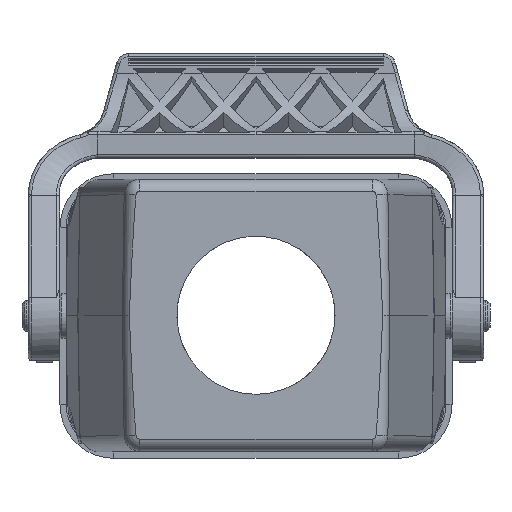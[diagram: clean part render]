
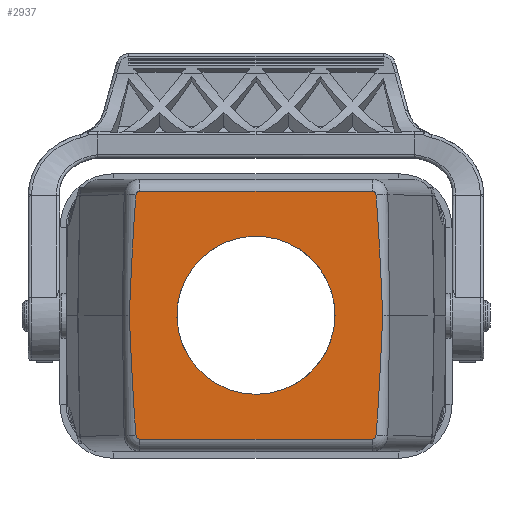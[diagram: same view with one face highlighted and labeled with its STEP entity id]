
A CAD part, top view. The second image highlights one B-rep face of the part: STEP entity #2937.
In plain terms, the highlighted planar face has unit normal (0, 0, 1).
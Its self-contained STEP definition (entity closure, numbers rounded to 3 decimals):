
#1519=ELLIPSE('',#14194,143.262,2.5);
#1520=ELLIPSE('',#14199,143.262,2.5);
#1521=ELLIPSE('',#14209,143.262,2.5);
#1523=ELLIPSE('',#14214,143.262,2.5);
#2937=ADVANCED_FACE('',(#3693,#3694),#3419,.T.);
#3419=PLANE('',#14849);
#3693=FACE_BOUND('',#4217,.T.);
#3694=FACE_BOUND('',#4218,.T.);
#4217=EDGE_LOOP('',(#7015));
#4218=EDGE_LOOP('',(#7016,#7017,#7018,#7019,#7020,#7021,#7022,#7023,#7024,
#7025));
#4595=CIRCLE('',#14181,12.5);
#4598=CIRCLE('',#14189,0.579);
#4603=CIRCLE('',#14201,0.579);
#4607=CIRCLE('',#14206,0.579);
#4611=CIRCLE('',#14217,0.579);
#7015=ORIENTED_EDGE('',*,*,#9832,.T.);
#7016=ORIENTED_EDGE('',*,*,#9863,.F.);
#7017=ORIENTED_EDGE('',*,*,#9868,.F.);
#7018=ORIENTED_EDGE('',*,*,#9874,.F.);
#7019=ORIENTED_EDGE('',*,*,#9880,.F.);
#7020=ORIENTED_EDGE('',*,*,#9885,.F.);
#7021=ORIENTED_EDGE('',*,*,#9882,.F.);
#7022=ORIENTED_EDGE('',*,*,#9876,.F.);
#7023=ORIENTED_EDGE('',*,*,#9870,.F.);
#7024=ORIENTED_EDGE('',*,*,#9865,.F.);
#7025=ORIENTED_EDGE('',*,*,#9859,.F.);
#8692=VERTEX_POINT('',#20368);
#8714=VERTEX_POINT('',#20592);
#8716=VERTEX_POINT('',#20595);
#8717=VERTEX_POINT('',#20600);
#8719=VERTEX_POINT('',#20606);
#8720=VERTEX_POINT('',#20610);
#8722=VERTEX_POINT('',#20616);
#8724=VERTEX_POINT('',#20622);
#8726=VERTEX_POINT('',#20628);
#8728=VERTEX_POINT('',#20634);
#8730=VERTEX_POINT('',#20640);
#9832=EDGE_CURVE('',#8692,#8692,#4595,.T.);
#9859=EDGE_CURVE('',#8714,#8716,#4598,.T.);
#9863=EDGE_CURVE('',#8717,#8714,#1519,.T.);
#9865=EDGE_CURVE('',#8716,#8719,#11603,.T.);
#9868=EDGE_CURVE('',#8720,#8717,#1520,.T.);
#9870=EDGE_CURVE('',#8719,#8722,#4603,.T.);
#9874=EDGE_CURVE('',#8724,#8720,#4607,.T.);
#9876=EDGE_CURVE('',#8722,#8726,#1521,.T.);
#9880=EDGE_CURVE('',#8728,#8724,#11606,.T.);
#9882=EDGE_CURVE('',#8726,#8730,#1523,.T.);
#9885=EDGE_CURVE('',#8730,#8728,#4611,.T.);
#11603=LINE('',#20605,#12539);
#11606=LINE('',#20636,#12542);
#12539=VECTOR('',#15472,1.);
#12542=VECTOR('',#15509,1.);
#14181=AXIS2_PLACEMENT_3D('',#20367,#15438,#15439);
#14189=AXIS2_PLACEMENT_3D('',#20594,#15457,#15458);
#14194=AXIS2_PLACEMENT_3D('',#20602,#15467,#15468);
#14199=AXIS2_PLACEMENT_3D('',#20612,#15479,#15480);
#14201=AXIS2_PLACEMENT_3D('',#20615,#15484,#15485);
#14206=AXIS2_PLACEMENT_3D('',#20624,#15494,#15495);
#14209=AXIS2_PLACEMENT_3D('',#20627,#15500,#15501);
#14214=AXIS2_PLACEMENT_3D('',#20639,#15513,#15514);
#14217=AXIS2_PLACEMENT_3D('',#20645,#15520,#15521);
#14849=AXIS2_PLACEMENT_3D('',#24882,#17236,#17237);
#15438=DIRECTION('',(0.,0.,-1.));
#15439=DIRECTION('',(1.,0.,0.));
#15457=DIRECTION('',(0.,0.,-1.));
#15458=DIRECTION('',(1.,0.,0.));
#15467=DIRECTION('',(0.,0.,-1.));
#15468=DIRECTION('',(-0.015,-1.,0.));
#15472=DIRECTION('',(1.,0.,0.));
#15479=DIRECTION('',(0.,0.,-1.));
#15480=DIRECTION('',(0.015,-1.,0.));
#15484=DIRECTION('',(0.,0.,-1.));
#15485=DIRECTION('',(1.,0.,0.));
#15494=DIRECTION('',(0.,0.,-1.));
#15495=DIRECTION('',(1.,0.,0.));
#15500=DIRECTION('',(0.,0.,-1.));
#15501=DIRECTION('',(0.015,-1.,0.));
#15509=DIRECTION('',(-1.,0.,0.));
#15513=DIRECTION('',(0.,0.,-1.));
#15514=DIRECTION('',(-0.015,-1.,0.));
#15520=DIRECTION('',(0.,0.,-1.));
#15521=DIRECTION('',(1.,0.,0.));
#17236=DIRECTION('',(0.,0.,1.));
#17237=DIRECTION('',(1.,0.,0.));
#20367=CARTESIAN_POINT('',(0.,0.,62.45));
#20368=CARTESIAN_POINT('',(12.5,0.,62.45));
#20592=CARTESIAN_POINT('',(-18.971,19.051,62.45));
#20594=CARTESIAN_POINT('',(-18.394,19.,62.45));
#20595=CARTESIAN_POINT('',(-18.394,19.579,62.45));
#20600=CARTESIAN_POINT('',(-20.029,0.,62.45));
#20602=CARTESIAN_POINT('',(-20.434,-120.331,62.45));
#20605=CARTESIAN_POINT('',(-23.214,19.579,62.45));
#20606=CARTESIAN_POINT('',(18.394,19.579,62.45));
#20610=CARTESIAN_POINT('',(-18.971,-19.051,62.45));
#20612=CARTESIAN_POINT('',(-20.434,120.331,62.45));
#20615=CARTESIAN_POINT('',(18.394,19.,62.45));
#20616=CARTESIAN_POINT('',(18.971,19.051,62.45));
#20622=CARTESIAN_POINT('',(-18.394,-19.579,62.45));
#20624=CARTESIAN_POINT('',(-18.394,-19.,62.45));
#20627=CARTESIAN_POINT('',(20.434,-120.331,62.45));
#20628=CARTESIAN_POINT('',(20.029,0.,62.45));
#20634=CARTESIAN_POINT('',(18.394,-19.579,62.45));
#20636=CARTESIAN_POINT('',(-20.77,-19.579,62.45));
#20639=CARTESIAN_POINT('',(20.434,120.331,62.45));
#20640=CARTESIAN_POINT('',(18.971,-19.051,62.45));
#20645=CARTESIAN_POINT('',(18.394,-19.,62.45));
#24882=CARTESIAN_POINT('',(50.,-25.,62.45));
